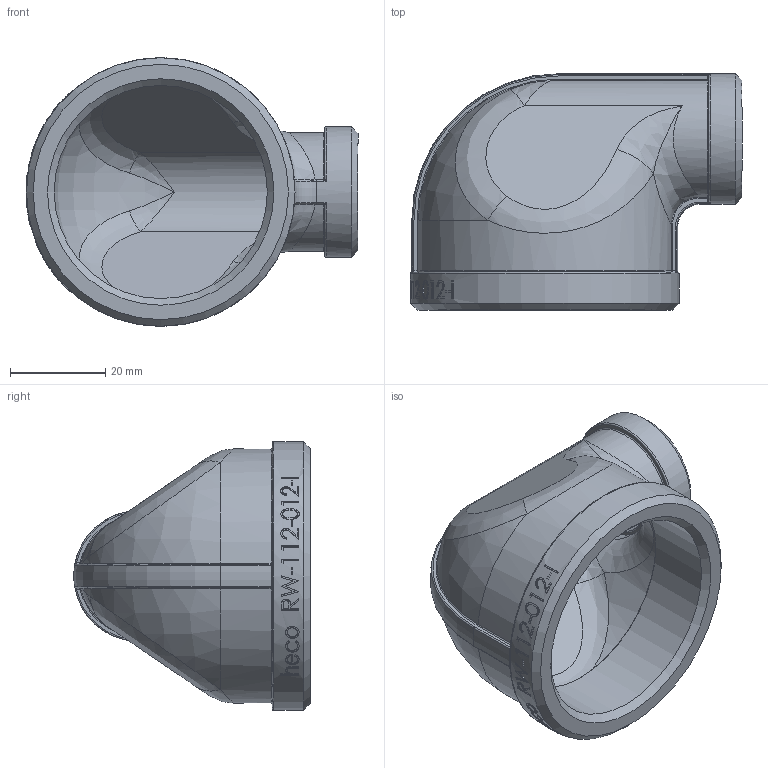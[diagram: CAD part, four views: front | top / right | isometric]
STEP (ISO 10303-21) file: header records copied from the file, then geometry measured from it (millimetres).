
FILE_DESCRIPTION (( 'STEP AP214' ), '1' );
FILE_NAME ('heco_RW-112-012-I.STEP', '2016-06-29T15:31:47', ( '' ), ( '' ), 'SwSTEP 2.0', 'SolidWorks 2011', '' );
FILE_SCHEMA (( 'AUTOMOTIVE_DESIGN' ));
Length unit declared in the file: millimetre
Products named in the file (1): heco_RW-112-012-I
Bounding box: 69.85 x 49.75 x 56.5 mm (x, y, z)
Volume: 27912.8 mm3; surface area: 18298.4 mm2
Topology: 1 solids, 1 shells, 290 faces, 724 edges, 444 vertices
Faces by surface type: bspline 119, plane 78, cylinder 57, torus 22, sphere 8, cone 6
Full cylindrical faces by diameter (mm): 18.631 x1, 27.5 x1, 44.845 x1, 48.7 x1, 56.5 x1
Entity records: 22632 total; most frequent: CARTESIAN_POINT 15039, ORIENTED_EDGE 1386, DIRECTION 861, EDGE_CURVE 693, VERTEX_POINT 439, AXIS2_PLACEMENT_3D 359, B_SPLINE_CURVE_WITH_KNOTS 359, EDGE_LOOP 326
